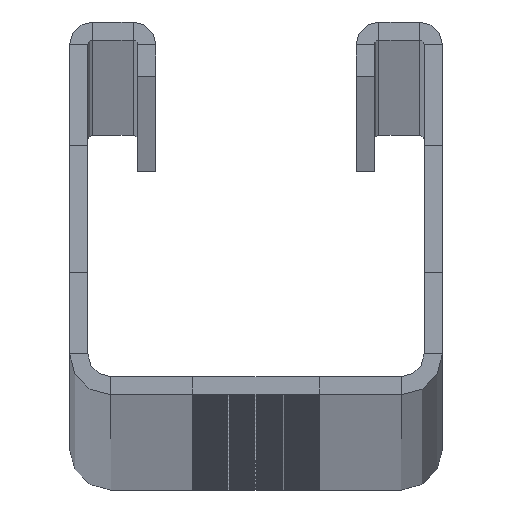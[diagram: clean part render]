
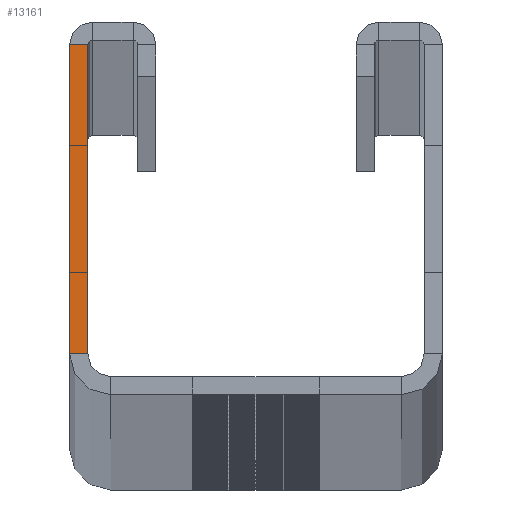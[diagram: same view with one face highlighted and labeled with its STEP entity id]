
A CAD part, top view. The second image highlights one B-rep face of the part: STEP entity #13161.
In plain terms, the highlighted planar face has unit normal (0, 0, 1).
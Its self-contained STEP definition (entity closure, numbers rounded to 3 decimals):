
#1532 = ORIENTED_EDGE ( 'NONE', *, *, #48704, .T. ) ;
#3203 = CARTESIAN_POINT ( 'NONE',  ( -20.5, 4.5, 6000. ) ) ;
#3309 = EDGE_CURVE ( 'NONE', #50133, #35746, #10512, .T. ) ;
#3413 = CARTESIAN_POINT ( 'NONE',  ( -20.5, 4.5, 6000. ) ) ;
#3464 = CARTESIAN_POINT ( 'NONE',  ( -20.5, 38.5, 6000. ) ) ;
#3638 = ORIENTED_EDGE ( 'NONE', *, *, #3309, .F. ) ;
#4594 = DIRECTION ( 'NONE',  ( 0., -1., 0. ) ) ;
#5497 = EDGE_CURVE ( 'NONE', #50133, #40746, #28360, .T. ) ;
#8061 = PLANE ( 'NONE',  #17023 ) ;
#8122 = VECTOR ( 'NONE', #4594, 1000. ) ;
#9072 = CARTESIAN_POINT ( 'NONE',  ( -16., 2., 6000. ) ) ;
#10512 = LINE ( 'NONE', #51030, #28688 ) ;
#10904 = EDGE_CURVE ( 'NONE', #46586, #35746, #19141, .T. ) ;
#12179 = VECTOR ( 'NONE', #24677, 1000. ) ;
#13161 = ADVANCED_FACE ( 'NONE', ( #29214 ), #8061, .T. ) ;
#16660 = DIRECTION ( 'NONE',  ( 0., 0., 1. ) ) ;
#17023 = AXIS2_PLACEMENT_3D ( 'NONE', #9072, #16660, #28188 ) ;
#19141 = LINE ( 'NONE', #3203, #40171 ) ;
#20275 = CARTESIAN_POINT ( 'NONE',  ( -20.5, 4.5, 6000. ) ) ;
#24677 = DIRECTION ( 'NONE',  ( -1., 0., 0. ) ) ;
#26886 = ORIENTED_EDGE ( 'NONE', *, *, #10904, .T. ) ;
#27571 = CARTESIAN_POINT ( 'NONE',  ( -18.5, 38.5, 6000. ) ) ;
#28188 = DIRECTION ( 'NONE',  ( 1., 0., 0. ) ) ;
#28360 = LINE ( 'NONE', #44287, #12179 ) ;
#28688 = VECTOR ( 'NONE', #31169, 1000. ) ;
#29214 = FACE_OUTER_BOUND ( 'NONE', #44644, .T. ) ;
#31169 = DIRECTION ( 'NONE',  ( 0., -1., 0. ) ) ;
#35746 = VERTEX_POINT ( 'NONE', #48273 ) ;
#40171 = VECTOR ( 'NONE', #43469, 1000. ) ;
#40746 = VERTEX_POINT ( 'NONE', #3464 ) ;
#42790 = LINE ( 'NONE', #20275, #8122 ) ;
#43469 = DIRECTION ( 'NONE',  ( 1., 0., 0. ) ) ;
#44287 = CARTESIAN_POINT ( 'NONE',  ( -18.5, 38.5, 6000. ) ) ;
#44644 = EDGE_LOOP ( 'NONE', ( #1532, #26886, #3638, #51144 ) ) ;
#46586 = VERTEX_POINT ( 'NONE', #3413 ) ;
#48273 = CARTESIAN_POINT ( 'NONE',  ( -18.5, 4.5, 6000. ) ) ;
#48704 = EDGE_CURVE ( 'NONE', #40746, #46586, #42790, .T. ) ;
#50133 = VERTEX_POINT ( 'NONE', #27571 ) ;
#51030 = CARTESIAN_POINT ( 'NONE',  ( -18.5, 4.5, 6000. ) ) ;
#51144 = ORIENTED_EDGE ( 'NONE', *, *, #5497, .T. ) ;
